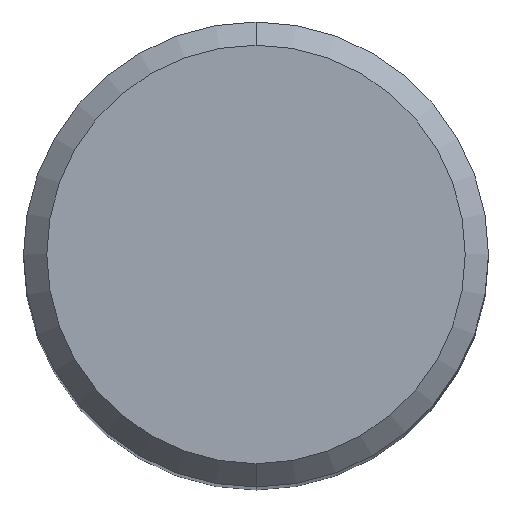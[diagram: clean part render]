
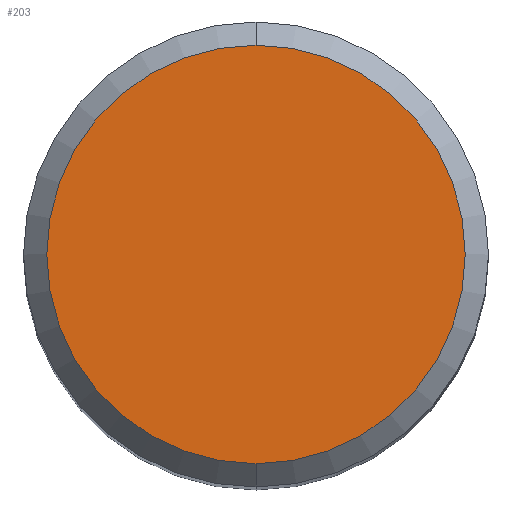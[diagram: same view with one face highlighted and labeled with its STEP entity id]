
A CAD part, top view. The second image highlights one B-rep face of the part: STEP entity #203.
In plain terms, the highlighted planar face has unit normal (0, 0, 1).
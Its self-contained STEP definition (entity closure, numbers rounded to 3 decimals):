
#113=VERTEX_POINT('',#267);
#189=EDGE_CURVE('',#213,#113,#352,.T.);
#203=ADVANCED_FACE('',(#368),#369,.T.);
#213=VERTEX_POINT('',#380);
#217=EDGE_CURVE('',#113,#213,#384,.T.);
#267=CARTESIAN_POINT('',(0.,-5.4,0.));
#352=CIRCLE('',#543,5.4);
#368=FACE_OUTER_BOUND('',#561,.T.);
#369=PLANE('',#562);
#380=CARTESIAN_POINT('',(0.0,5.4,0.));
#384=CIRCLE('',#581,5.4);
#543=AXIS2_PLACEMENT_3D('',#735,#736,#737);
#561=EDGE_LOOP('',(#756,#757));
#562=AXIS2_PLACEMENT_3D('',#758,#759,#760);
#581=AXIS2_PLACEMENT_3D('',#773,#774,#775);
#735=CARTESIAN_POINT('',(0.0,0.0,0.));
#736=DIRECTION('',(0.0,0.0,-1.0));
#737=DIRECTION('',(0.0,1.0,0.0));
#756=ORIENTED_EDGE('',*,*,#189,.F.);
#757=ORIENTED_EDGE('',*,*,#217,.F.);
#758=CARTESIAN_POINT('',(0.0,2.7,0.));
#759=DIRECTION('',(-0.0,0.0,1.0));
#760=DIRECTION('',(0.0,-1.0,0.0));
#773=CARTESIAN_POINT('',(0.0,0.0,0.));
#774=DIRECTION('',(0.0,0.0,-1.0));
#775=DIRECTION('',(0.0,1.0,0.0));
